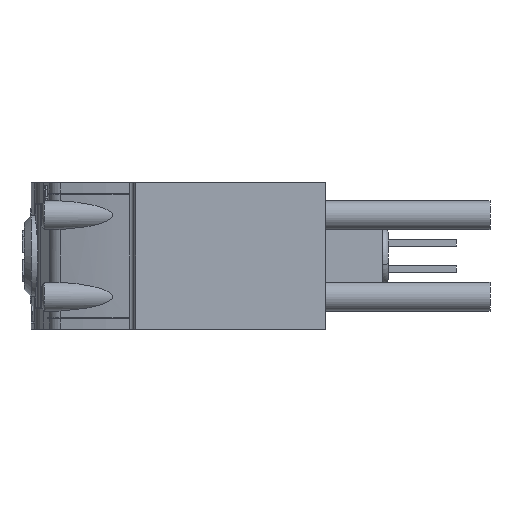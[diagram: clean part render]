
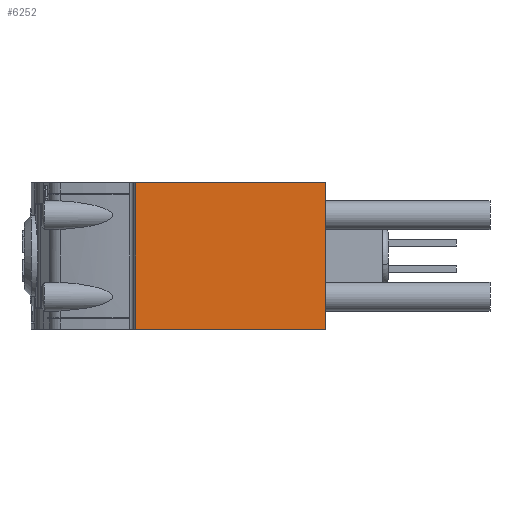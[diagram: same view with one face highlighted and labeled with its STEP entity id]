
A CAD part, left-side view. The second image highlights one B-rep face of the part: STEP entity #6252.
In plain terms, the highlighted planar face has unit normal (-1, 0, 0).
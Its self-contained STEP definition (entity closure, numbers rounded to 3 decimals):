
#30 = VERTEX_POINT ( 'NONE', #18020 ) ;
#630 = LINE ( 'NONE', #2140, #13241 ) ;
#1460 = AXIS2_PLACEMENT_3D ( 'NONE', #10638, #13670, #12246 ) ;
#1870 = EDGE_CURVE ( 'NONE', #30, #16664, #10479, .T. ) ;
#2140 = CARTESIAN_POINT ( 'NONE',  ( 0., 18.368, -7.1 ) ) ;
#3016 = ORIENTED_EDGE ( 'NONE', *, *, #1870, .F. ) ;
#3162 = CARTESIAN_POINT ( 'NONE',  ( 0., 18.368, 7.1 ) ) ;
#3213 = CARTESIAN_POINT ( 'NONE',  ( 0., 0., 7.1 ) ) ;
#3759 = VERTEX_POINT ( 'NONE', #13957 ) ;
#4099 = CARTESIAN_POINT ( 'NONE',  ( 0., 18.368, -7.1 ) ) ;
#4884 = PLANE ( 'NONE',  #1460 ) ;
#5125 = EDGE_CURVE ( 'NONE', #3759, #30, #10526, .T. ) ;
#5196 = ORIENTED_EDGE ( 'NONE', *, *, #5125, .F. ) ;
#6252 = ADVANCED_FACE ( 'NONE', ( #8001 ), #4884, .F. ) ;
#6665 = EDGE_CURVE ( 'NONE', #10748, #16664, #630, .T. ) ;
#7661 = ORIENTED_EDGE ( 'NONE', *, *, #6665, .T. ) ;
#8001 = FACE_OUTER_BOUND ( 'NONE', #17599, .T. ) ;
#8362 = CARTESIAN_POINT ( 'NONE',  ( 0., 18.368, 7.1 ) ) ;
#9105 = DIRECTION ( 'NONE',  ( 0., -1., 0. ) ) ;
#9867 = CARTESIAN_POINT ( 'NONE',  ( 0., 0., -7.1 ) ) ;
#10479 = LINE ( 'NONE', #3213, #17398 ) ;
#10526 = LINE ( 'NONE', #3162, #16241 ) ;
#10604 = ORIENTED_EDGE ( 'NONE', *, *, #11902, .T. ) ;
#10638 = CARTESIAN_POINT ( 'NONE',  ( 0., 18.368, 7.1 ) ) ;
#10748 = VERTEX_POINT ( 'NONE', #4099 ) ;
#11902 = EDGE_CURVE ( 'NONE', #3759, #10748, #15537, .T. ) ;
#12246 = DIRECTION ( 'NONE',  ( 0., 0., -1. ) ) ;
#13241 = VECTOR ( 'NONE', #9105, 1000. ) ;
#13670 = DIRECTION ( 'NONE',  ( 1., 0., 0. ) ) ;
#13957 = CARTESIAN_POINT ( 'NONE',  ( 0., 18.368, 7.1 ) ) ;
#14219 = DIRECTION ( 'NONE',  ( 0., 0., -1. ) ) ;
#15533 = VECTOR ( 'NONE', #14219, 1000. ) ;
#15537 = LINE ( 'NONE', #8362, #15533 ) ;
#16152 = DIRECTION ( 'NONE',  ( 0., 0., -1. ) ) ;
#16241 = VECTOR ( 'NONE', #16383, 1000. ) ;
#16383 = DIRECTION ( 'NONE',  ( 0., -1., 0. ) ) ;
#16664 = VERTEX_POINT ( 'NONE', #9867 ) ;
#17398 = VECTOR ( 'NONE', #16152, 1000. ) ;
#17599 = EDGE_LOOP ( 'NONE', ( #7661, #3016, #5196, #10604 ) ) ;
#18020 = CARTESIAN_POINT ( 'NONE',  ( 0., 0., 7.1 ) ) ;
